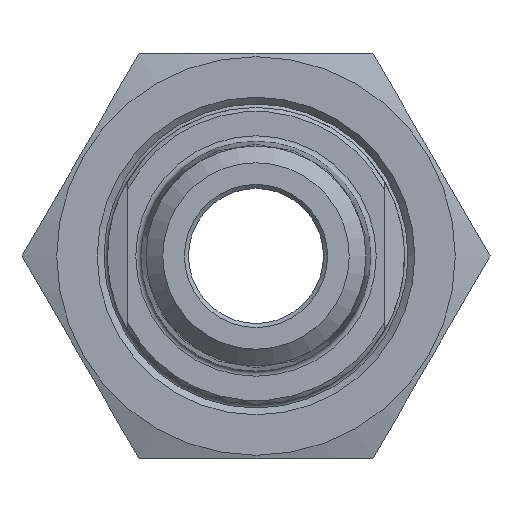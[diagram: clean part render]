
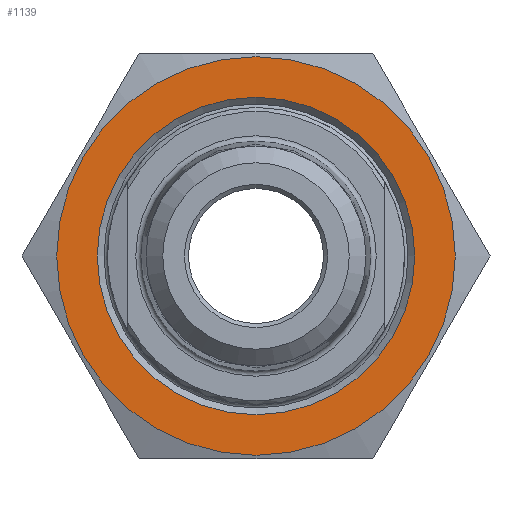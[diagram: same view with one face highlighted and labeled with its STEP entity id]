
A CAD part, left-side view. The second image highlights one B-rep face of the part: STEP entity #1139.
In plain terms, the highlighted planar face has unit normal (-1, 0, 0).
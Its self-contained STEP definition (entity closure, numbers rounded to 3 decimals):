
#75=FACE_BOUND('',#212,.T.);
#92=PLANE('',#1294);
#137=FACE_OUTER_BOUND('',#211,.T.);
#211=EDGE_LOOP('',(#814));
#212=EDGE_LOOP('',(#815));
#394=CIRCLE('',#1284,14.75);
#395=CIRCLE('',#1289,11.75);
#497=VERTEX_POINT('',#1922);
#498=VERTEX_POINT('',#1933);
#613=EDGE_CURVE('',#497,#497,#394,.T.);
#618=EDGE_CURVE('',#498,#498,#395,.T.);
#814=ORIENTED_EDGE('',*,*,#613,.T.);
#815=ORIENTED_EDGE('',*,*,#618,.F.);
#1139=ADVANCED_FACE('',(#137,#75),#92,.F.);
#1284=AXIS2_PLACEMENT_3D('',#1924,#1477,#1478);
#1289=AXIS2_PLACEMENT_3D('',#1934,#1491,#1492);
#1294=AXIS2_PLACEMENT_3D('',#1944,#1503,#1504);
#1477=DIRECTION('center_axis',(-1.,0.,0.));
#1478=DIRECTION('ref_axis',(0.,1.,0.));
#1491=DIRECTION('center_axis',(-1.,0.,0.));
#1492=DIRECTION('ref_axis',(0.,-1.,0.));
#1503=DIRECTION('center_axis',(1.,0.,0.));
#1504=DIRECTION('ref_axis',(0.,0.,-1.));
#1922=CARTESIAN_POINT('',(-15.,-14.75,0.));
#1924=CARTESIAN_POINT('Origin',(-15.,0.,0.));
#1933=CARTESIAN_POINT('',(-15.,11.75,0.));
#1934=CARTESIAN_POINT('Origin',(-15.,0.,0.));
#1944=CARTESIAN_POINT('Origin',(-15.,0.,0.));
